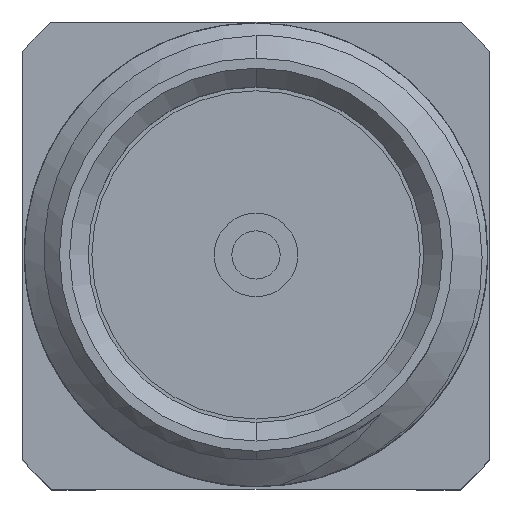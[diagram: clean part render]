
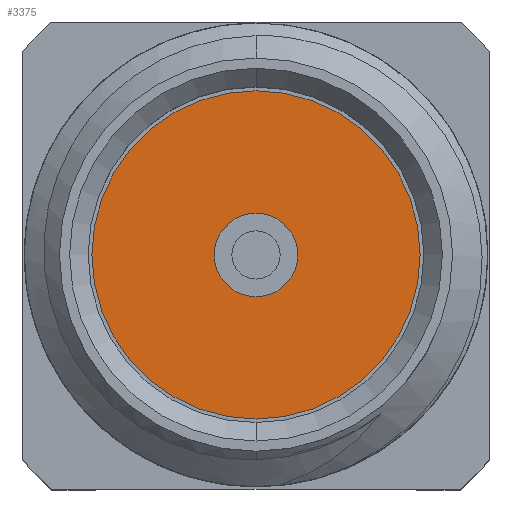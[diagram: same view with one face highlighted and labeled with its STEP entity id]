
A CAD part, top view. The second image highlights one B-rep face of the part: STEP entity #3375.
In plain terms, the highlighted planar face has unit normal (0, 0, 1).
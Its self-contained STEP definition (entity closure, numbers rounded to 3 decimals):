
#1347=CARTESIAN_POINT('',(0.,0.,-1.981));
#1348=DIRECTION('',(0.,0.,-1.));
#1349=DIRECTION('',(0.,1.,0.));
#1350=AXIS2_PLACEMENT_3D('',#1347,#1348,#1349);
#1352=CARTESIAN_POINT('',(0.,0.,-1.981));
#1353=DIRECTION('',(0.,0.,1.));
#1354=DIRECTION('',(0.,1.,0.));
#1355=AXIS2_PLACEMENT_3D('',#1352,#1353,#1354);
#1357=CARTESIAN_POINT('',(0.,0.,-1.981));
#1358=DIRECTION('',(0.,0.,1.));
#1359=DIRECTION('',(0.,1.,0.));
#1360=AXIS2_PLACEMENT_3D('',#1357,#1358,#1359);
#1366=CARTESIAN_POINT('',(0.,0.,-1.981));
#1367=DIRECTION('',(0.,0.,-1.));
#1368=DIRECTION('',(0.,1.,0.));
#1369=AXIS2_PLACEMENT_3D('',#1366,#1367,#1368);
#1420=CARTESIAN_POINT('',(0.,2.248,-1.981));
#1422=VERTEX_POINT('',#1420);
#1434=CARTESIAN_POINT('',(0.,-2.248,-1.981));
#1436=VERTEX_POINT('',#1434);
#1445=CARTESIAN_POINT('',(0.,0.572,-1.981));
#1447=VERTEX_POINT('',#1445);
#1449=CARTESIAN_POINT('',(0.,-0.572,-1.981));
#1451=VERTEX_POINT('',#1449);
#3360=CARTESIAN_POINT('',(0.,0.,-1.981));
#3361=DIRECTION('',(0.,0.,1.));
#3362=DIRECTION('',(0.,1.,0.));
#3363=AXIS2_PLACEMENT_3D('',#3360,#3361,#3362);
#3364=PLANE('',#3363);
#3365=ORIENTED_EDGE('',*,*,#3355,.T.);
#3366=ORIENTED_EDGE('',*,*,#3339,.F.);
#3367=EDGE_LOOP('',(#3365,#3366));
#3368=FACE_OUTER_BOUND('',#3367,.F.);
#3370=ORIENTED_EDGE('',*,*,#3369,.T.);
#3372=ORIENTED_EDGE('',*,*,#3371,.F.);
#3373=EDGE_LOOP('',(#3370,#3372));
#3374=FACE_BOUND('',#3373,.F.);
#3375=ADVANCED_FACE('',(#3368,#3374),#3364,.T.);
#1351=CIRCLE('',#1350,2.248);
#1356=CIRCLE('',#1355,2.248);
#1361=CIRCLE('',#1360,0.572);
#1370=CIRCLE('',#1369,0.572);
#3339=EDGE_CURVE('',#1422,#1436,#1356,.T.);
#3355=EDGE_CURVE('',#1422,#1436,#1351,.T.);
#3369=EDGE_CURVE('',#1447,#1451,#1361,.T.);
#3371=EDGE_CURVE('',#1447,#1451,#1370,.T.);
